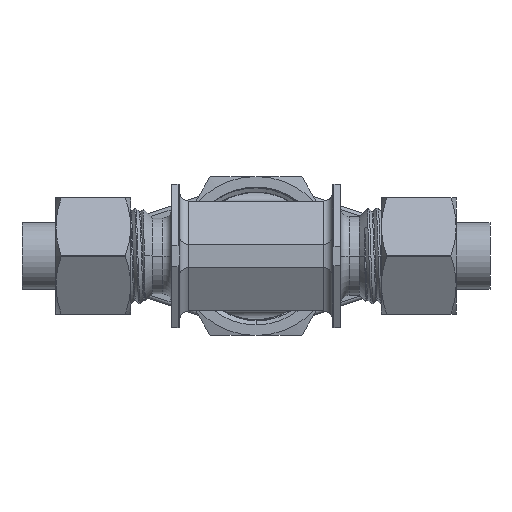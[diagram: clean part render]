
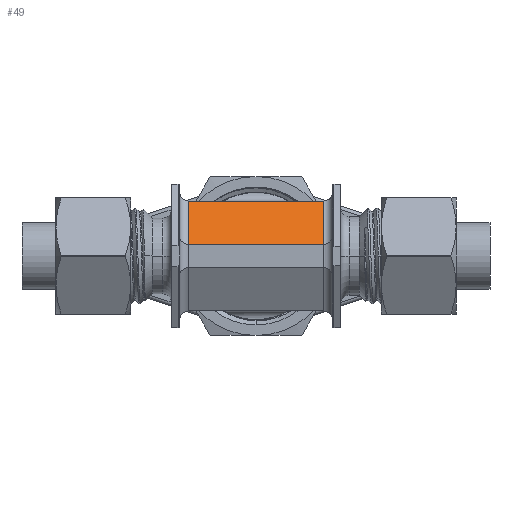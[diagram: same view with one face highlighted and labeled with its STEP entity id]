
A CAD part, front view. The second image highlights one B-rep face of the part: STEP entity #49.
In plain terms, the highlighted planar face has unit normal (0, -0.866, 0.5).
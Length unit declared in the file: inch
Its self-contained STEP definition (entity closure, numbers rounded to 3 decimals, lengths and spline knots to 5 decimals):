
#49 = ADVANCED_FACE ( 'Defeatured_0_40', ( #16173 ), #30015, .F. ) ;
#1468 = VERTEX_POINT ( 'NONE', #18264 ) ;
#1978 = VECTOR ( 'NONE', #17635, 39.37008 ) ;
#2392 = CARTESIAN_POINT ( 'NONE',  ( 0.63986, -0.19349, 0.32435 ) ) ;
#2396 = CARTESIAN_POINT ( 'NONE',  ( 2.20923, -0.34134, 0.06828 ) ) ;
#3703 = LINE ( 'NONE', #2396, #10495 ) ;
#4057 = ORIENTED_EDGE ( 'NONE', *, *, #22644, .F. ) ;
#4993 = EDGE_CURVE ( 'Defeatured_0_40+Defeatured_0_62+Defeatured_0_39+Defeatured_0_0', #6668, #28539, #21857, .T. ) ;
#5680 = CARTESIAN_POINT ( 'NONE',  ( 0.63986, -0.34134, 0.06828 ) ) ;
#6668 = VERTEX_POINT ( 'NONE', #23128 ) ;
#6976 = CARTESIAN_POINT ( 'NONE',  ( 2.20923, -0.34134, 0.06828 ) ) ;
#7687 = ORIENTED_EDGE ( 'NONE', *, *, #4993, .T. ) ;
#8164 = EDGE_CURVE ( 'Defeatured_0_40+Defeatured_0_0+Defeatured_0_62+Defeatured_0_49', #28539, #1468, #25057, .T. ) ;
#8204 = DIRECTION ( 'NONE',  ( -1., 0., 0. ) ) ;
#9785 = DIRECTION ( 'NONE',  ( 0., 0.866, -0.5 ) ) ;
#10495 = VECTOR ( 'NONE', #8204, 39.37008 ) ;
#13002 = CARTESIAN_POINT ( 'NONE',  ( -0.15977, -0.34134, 0.06828 ) ) ;
#14817 = ORIENTED_EDGE ( 'NONE', *, *, #29214, .T. ) ;
#16173 = FACE_OUTER_BOUND ( 'NONE', #17546, .T. ) ;
#17546 = EDGE_LOOP ( 'NONE', ( #21178, #14817, #4057, #7687 ) ) ;
#17635 = DIRECTION ( 'NONE',  ( -1., 0., 0. ) ) ;
#18264 = CARTESIAN_POINT ( 'NONE',  ( -0.15977, -0.19349, 0.32435 ) ) ;
#20921 = VECTOR ( 'NONE', #37476, 39.37008 ) ;
#21178 = ORIENTED_EDGE ( 'NONE', *, *, #8164, .T. ) ;
#21857 = LINE ( 'NONE', #5680, #20921 ) ;
#22644 = EDGE_CURVE ( 'Defeatured_0_39+Defeatured_0_40+Defeatured_0_63+Defeatured_0_50', #6668, #28203, #3703, .T. ) ;
#23128 = CARTESIAN_POINT ( 'NONE',  ( 0.63986, -0.34134, 0.06828 ) ) ;
#25057 = LINE ( 'NONE', #34989, #1978 ) ;
#27110 = DIRECTION ( 'NONE',  ( 0., 0.5, 0.866 ) ) ;
#28203 = VERTEX_POINT ( 'NONE', #13002 ) ;
#28279 = LINE ( 'NONE', #29503, #35079 ) ;
#28539 = VERTEX_POINT ( 'NONE', #2392 ) ;
#29214 = EDGE_CURVE ( 'Defeatured_0_40+Defeatured_0_49+Defeatured_0_0+Defeatured_0_39', #1468, #28203, #28279, .T. ) ;
#29503 = CARTESIAN_POINT ( 'NONE',  ( -0.15977, -0.34134, 0.06828 ) ) ;
#30015 = PLANE ( 'NONE',  #36007 ) ;
#32438 = DIRECTION ( 'NONE',  ( 0., -0.5, -0.866 ) ) ;
#34989 = CARTESIAN_POINT ( 'NONE',  ( 2.20923, -0.19349, 0.32435 ) ) ;
#35079 = VECTOR ( 'NONE', #32438, 39.37008 ) ;
#36007 = AXIS2_PLACEMENT_3D ( 'NONE', #6976, #9785, #27110 ) ;
#37476 = DIRECTION ( 'NONE',  ( 0., 0.5, 0.866 ) ) ;
